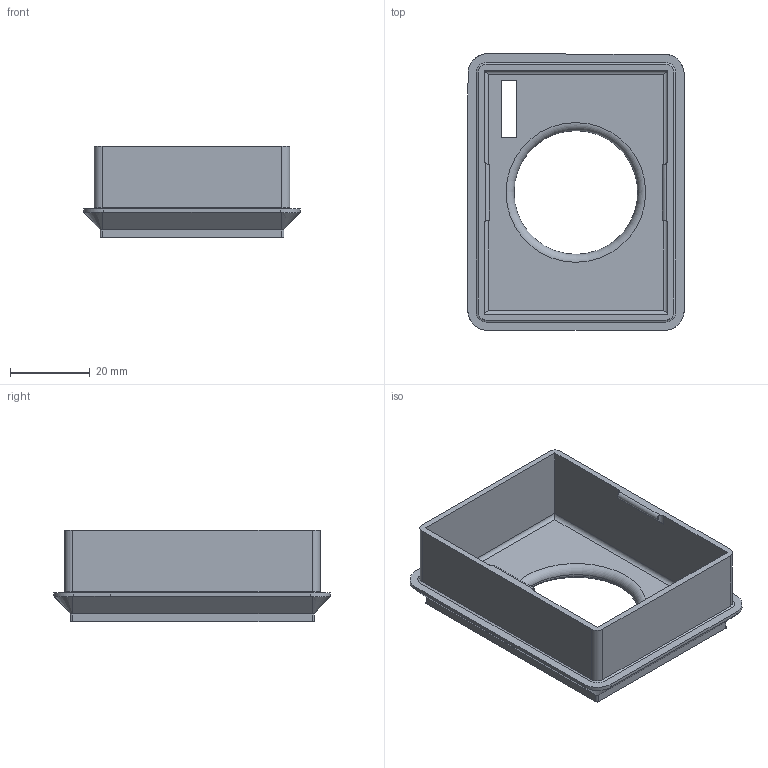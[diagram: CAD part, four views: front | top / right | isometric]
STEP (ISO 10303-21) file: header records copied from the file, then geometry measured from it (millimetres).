
FILE_DESCRIPTION(/* description */ (''),/* implementation_level */ '2;1');
FILE_NAME(/* name */ 'MODBAY v28.step',/* time_stamp */ '2024-05-18T14:56:45+01:00',/* author */ (''),/* organization */ (''),/* preprocessor_version */ 'ST-DEVELOPER v20',/* originating_system */ 'Autodesk Translation Framework v12.20.1.177',/* authorisation */ '');
FILE_SCHEMA (('AUTOMOTIVE_DESIGN { 1 0 10303 214 3 1 1 }'));
Length unit declared in the file: millimetre
Products named in the file (1): MODBAY
Bounding box: 54.14 x 69.3 x 23 mm (x, y, z)
Volume: 14779.9 mm3; surface area: 14815.2 mm2
Topology: 1 solids, 1 shells, 96 faces, 238 edges, 146 vertices
Faces by surface type: plane 53, cylinder 26, cone 13, bspline 3, torus 1
Full cylindrical faces by diameter (mm): 30.959 x1
Entity records: 2947 total; most frequent: CARTESIAN_POINT 627, ORIENTED_EDGE 476, DIRECTION 475, EDGE_CURVE 238, AXIS2_PLACEMENT_3D 160, LINE 155, VECTOR 155, VERTEX_POINT 146
